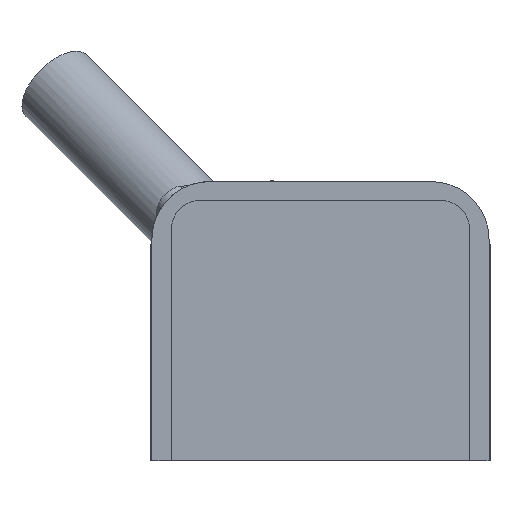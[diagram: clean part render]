
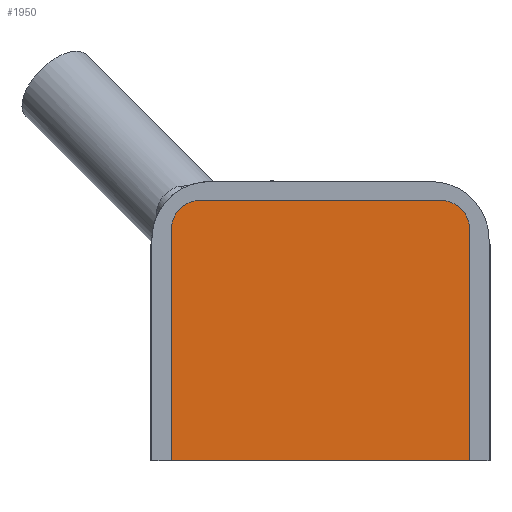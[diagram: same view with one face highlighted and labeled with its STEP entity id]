
A CAD part, left-side view. The second image highlights one B-rep face of the part: STEP entity #1950.
In plain terms, the highlighted planar face has unit normal (-1, 0, 0).
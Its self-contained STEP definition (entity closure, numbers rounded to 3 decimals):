
#209=FACE_OUTER_BOUND($,#334,.T.);
#334=EDGE_LOOP($,(#1575,#1576,#1577,#1578,#1579,#1580));
#400=CIRCLE($,#2115,3.);
#401=CIRCLE($,#2118,3.);
#548=LINE($,#3838,#710);
#552=LINE($,#3845,#714);
#558=LINE($,#3860,#720);
#559=LINE($,#3863,#721);
#710=VECTOR($,#2563,31.);
#714=VECTOR($,#2569,24.034);
#720=VECTOR($,#2583,24.034);
#721=VECTOR($,#2586,25.);
#887=VERTEX_POINT($,#3834);
#889=VERTEX_POINT($,#3837);
#891=VERTEX_POINT($,#3844);
#895=VERTEX_POINT($,#3853);
#896=VERTEX_POINT($,#3855);
#897=VERTEX_POINT($,#3862);
#1128=EDGE_CURVE($,#889,#887,#548,.T.);
#1132=EDGE_CURVE($,#891,#889,#552,.T.);
#1137=EDGE_CURVE($,#895,#896,#400,.T.);
#1140=EDGE_CURVE($,#887,#896,#558,.T.);
#1141=EDGE_CURVE($,#895,#897,#559,.T.);
#1142=EDGE_CURVE($,#891,#897,#401,.T.);
#1575=ORIENTED_EDGE($,*,*,#1128,.T.);
#1576=ORIENTED_EDGE($,*,*,#1140,.T.);
#1577=ORIENTED_EDGE($,*,*,#1137,.F.);
#1578=ORIENTED_EDGE($,*,*,#1141,.T.);
#1579=ORIENTED_EDGE($,*,*,#1142,.F.);
#1580=ORIENTED_EDGE($,*,*,#1132,.T.);
#1747=PLANE($,#2117);
#1950=ADVANCED_FACE($,(#209),#1747,.F.);
#2115=AXIS2_PLACEMENT_3D($,#3856,#2577,#2578);
#2117=AXIS2_PLACEMENT_3D($,#3861,#2584,#2585);
#2118=AXIS2_PLACEMENT_3D($,#3864,#2587,#2588);
#2563=DIRECTION($,(0.,-1.,0.));
#2569=DIRECTION($,(0.,0.,-1.));
#2577=DIRECTION('center_axis',(1.,0.,0.));
#2578=DIRECTION('ref_axis',(0.,-0.707,0.707));
#2583=DIRECTION($,(0.,0.,1.));
#2584=DIRECTION('center_axis',(1.,0.,0.));
#2585=DIRECTION('ref_axis',(0.,-1.,0.));
#2586=DIRECTION($,(0.,1.,0.));
#2587=DIRECTION('center_axis',(1.,0.,0.));
#2588=DIRECTION('ref_axis',(0.,0.707,0.707));
#3834=CARTESIAN_POINT('',(-50.,-15.5,-26.));
#3837=CARTESIAN_POINT('',(-50.,15.5,-26.));
#3838=CARTESIAN_POINT($,(-50.,0.,-26.));
#3844=CARTESIAN_POINT('',(-50.,15.5,-1.966));
#3845=CARTESIAN_POINT($,(-50.,15.5,1.034));
#3853=CARTESIAN_POINT('',(-50.,-12.5,1.034));
#3855=CARTESIAN_POINT('',(-50.,-15.5,-1.966));
#3856=CARTESIAN_POINT('Origin',(-50.,-12.5,-1.966));
#3860=CARTESIAN_POINT($,(-50.,-15.5,-26.966));
#3861=CARTESIAN_POINT('Origin',(-50.,0.,-12.966));
#3862=CARTESIAN_POINT('',(-50.,12.5,1.034));
#3863=CARTESIAN_POINT($,(-50.,-15.5,1.034));
#3864=CARTESIAN_POINT('Origin',(-50.,12.5,-1.966));
